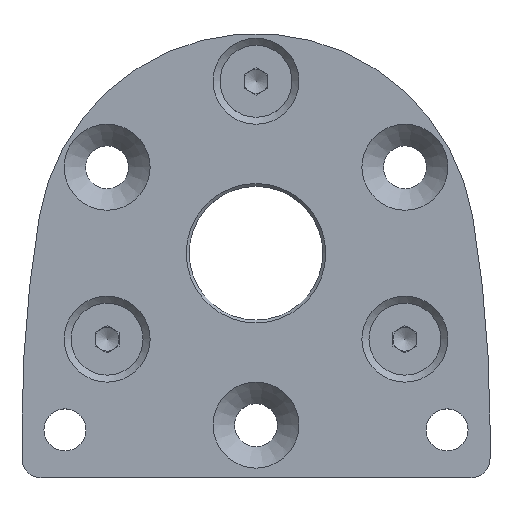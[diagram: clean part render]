
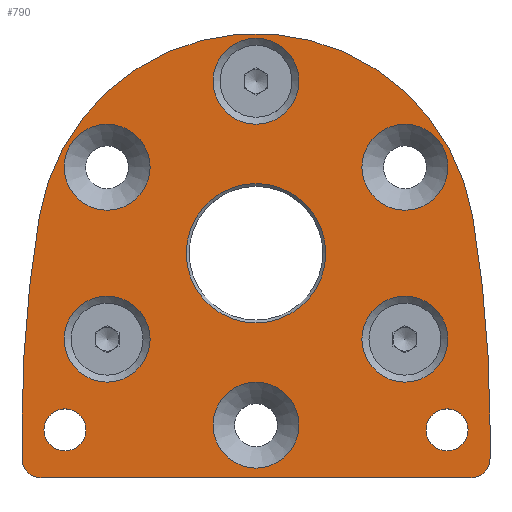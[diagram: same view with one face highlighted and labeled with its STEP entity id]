
A CAD part, top view. The second image highlights one B-rep face of the part: STEP entity #790.
In plain terms, the highlighted planar face has unit normal (0, 0, 1).
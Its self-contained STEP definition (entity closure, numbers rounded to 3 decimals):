
#52=CIRCLE('',#866,2.);
#54=CIRCLE('',#870,2.);
#56=CIRCLE('',#874,131.75);
#58=CIRCLE('',#877,23.);
#60=CIRCLE('',#880,131.75);
#61=CIRCLE('',#882,4.5);
#62=CIRCLE('',#883,4.5);
#63=CIRCLE('',#884,4.5);
#64=CIRCLE('',#885,4.5);
#65=CIRCLE('',#886,4.5);
#66=CIRCLE('',#887,4.5);
#67=CIRCLE('',#888,7.3);
#68=CIRCLE('',#889,2.2);
#69=CIRCLE('',#890,2.2);
#161=ORIENTED_EDGE('',*,*,#339,.F.);
#162=ORIENTED_EDGE('',*,*,#340,.F.);
#163=ORIENTED_EDGE('',*,*,#341,.F.);
#164=ORIENTED_EDGE('',*,*,#342,.F.);
#165=ORIENTED_EDGE('',*,*,#343,.F.);
#166=ORIENTED_EDGE('',*,*,#344,.F.);
#167=ORIENTED_EDGE('',*,*,#345,.T.);
#168=ORIENTED_EDGE('',*,*,#346,.T.);
#169=ORIENTED_EDGE('',*,*,#347,.T.);
#170=ORIENTED_EDGE('',*,*,#317,.T.);
#171=ORIENTED_EDGE('',*,*,#321,.T.);
#172=ORIENTED_EDGE('',*,*,#324,.T.);
#173=ORIENTED_EDGE('',*,*,#327,.T.);
#174=ORIENTED_EDGE('',*,*,#330,.T.);
#175=ORIENTED_EDGE('',*,*,#333,.T.);
#176=ORIENTED_EDGE('',*,*,#336,.T.);
#177=ORIENTED_EDGE('',*,*,#338,.T.);
#317=EDGE_CURVE('',#411,#410,#484,.T.);
#321=EDGE_CURVE('',#410,#413,#52,.T.);
#324=EDGE_CURVE('',#413,#415,#489,.T.);
#327=EDGE_CURVE('',#415,#417,#54,.T.);
#330=EDGE_CURVE('',#417,#419,#493,.T.);
#333=EDGE_CURVE('',#419,#421,#56,.T.);
#336=EDGE_CURVE('',#421,#423,#58,.T.);
#338=EDGE_CURVE('',#423,#411,#60,.T.);
#339=EDGE_CURVE('',#424,#424,#61,.T.);
#340=EDGE_CURVE('',#425,#425,#62,.T.);
#341=EDGE_CURVE('',#426,#426,#63,.T.);
#342=EDGE_CURVE('',#427,#427,#64,.T.);
#343=EDGE_CURVE('',#428,#428,#65,.T.);
#344=EDGE_CURVE('',#429,#429,#66,.T.);
#345=EDGE_CURVE('',#430,#430,#67,.T.);
#346=EDGE_CURVE('',#431,#431,#68,.T.);
#347=EDGE_CURVE('',#432,#432,#69,.T.);
#410=VERTEX_POINT('',#1248);
#411=VERTEX_POINT('',#1250);
#413=VERTEX_POINT('',#1256);
#415=VERTEX_POINT('',#1262);
#417=VERTEX_POINT('',#1268);
#419=VERTEX_POINT('',#1274);
#421=VERTEX_POINT('',#1280);
#423=VERTEX_POINT('',#1286);
#424=VERTEX_POINT('',#1293);
#425=VERTEX_POINT('',#1295);
#426=VERTEX_POINT('',#1297);
#427=VERTEX_POINT('',#1299);
#428=VERTEX_POINT('',#1301);
#429=VERTEX_POINT('',#1303);
#430=VERTEX_POINT('',#1305);
#431=VERTEX_POINT('',#1307);
#432=VERTEX_POINT('',#1309);
#484=LINE('',#1249,#522);
#489=LINE('',#1263,#527);
#493=LINE('',#1275,#531);
#522=VECTOR('',#982,1000.);
#527=VECTOR('',#995,1000.);
#531=VECTOR('',#1007,1000.);
#566=EDGE_LOOP('',(#161));
#567=EDGE_LOOP('',(#162));
#568=EDGE_LOOP('',(#163));
#569=EDGE_LOOP('',(#164));
#570=EDGE_LOOP('',(#165));
#571=EDGE_LOOP('',(#166));
#572=EDGE_LOOP('',(#167));
#573=EDGE_LOOP('',(#168));
#574=EDGE_LOOP('',(#169));
#575=EDGE_LOOP('',(#170,#171,#172,#173,#174,#175,#176,#177));
#668=FACE_BOUND('',#566,.T.);
#669=FACE_BOUND('',#567,.T.);
#670=FACE_BOUND('',#568,.T.);
#671=FACE_BOUND('',#569,.T.);
#672=FACE_BOUND('',#570,.T.);
#673=FACE_BOUND('',#571,.T.);
#674=FACE_BOUND('',#572,.T.);
#675=FACE_BOUND('',#573,.T.);
#676=FACE_BOUND('',#574,.T.);
#677=FACE_BOUND('',#575,.T.);
#766=PLANE('',#881);
#790=ADVANCED_FACE('',(#668,#669,#670,#671,#672,#673,#674,#675,#676,#677),
#766,.T.);
#866=AXIS2_PLACEMENT_3D('',#1257,#989,#990);
#870=AXIS2_PLACEMENT_3D('',#1269,#1001,#1002);
#874=AXIS2_PLACEMENT_3D('',#1281,#1013,#1014);
#877=AXIS2_PLACEMENT_3D('',#1287,#1020,#1021);
#880=AXIS2_PLACEMENT_3D('',#1290,#1026,#1027);
#881=AXIS2_PLACEMENT_3D('',#1291,#1028,#1029);
#882=AXIS2_PLACEMENT_3D('',#1292,#1030,#1031);
#883=AXIS2_PLACEMENT_3D('',#1294,#1032,#1033);
#884=AXIS2_PLACEMENT_3D('',#1296,#1034,#1035);
#885=AXIS2_PLACEMENT_3D('',#1298,#1036,#1037);
#886=AXIS2_PLACEMENT_3D('',#1300,#1038,#1039);
#887=AXIS2_PLACEMENT_3D('',#1302,#1040,#1041);
#888=AXIS2_PLACEMENT_3D('',#1304,#1042,#1043);
#889=AXIS2_PLACEMENT_3D('',#1306,#1044,#1045);
#890=AXIS2_PLACEMENT_3D('',#1308,#1046,#1047);
#982=DIRECTION('',(0.,-1.,0.));
#989=DIRECTION('',(0.,0.,1.));
#990=DIRECTION('',(1.,0.,0.));
#995=DIRECTION('',(1.,0.,0.));
#1001=DIRECTION('',(0.,0.,1.));
#1002=DIRECTION('',(1.,0.,0.));
#1007=DIRECTION('',(0.,1.,0.));
#1013=DIRECTION('',(0.,0.,1.));
#1014=DIRECTION('',(1.,0.,0.));
#1020=DIRECTION('',(0.,0.,1.));
#1021=DIRECTION('',(1.,0.,0.));
#1026=DIRECTION('',(0.,0.,1.));
#1027=DIRECTION('',(1.,0.,0.));
#1028=DIRECTION('',(0.,0.,1.));
#1029=DIRECTION('',(1.,0.,0.));
#1030=DIRECTION('',(0.,0.,1.));
#1031=DIRECTION('',(1.,0.,0.));
#1032=DIRECTION('',(0.,0.,1.));
#1033=DIRECTION('',(1.,0.,0.));
#1034=DIRECTION('',(0.,0.,1.));
#1035=DIRECTION('',(1.,0.,0.));
#1036=DIRECTION('',(0.,0.,1.));
#1037=DIRECTION('',(1.,0.,0.));
#1038=DIRECTION('',(0.,0.,1.));
#1039=DIRECTION('',(1.,0.,0.));
#1040=DIRECTION('',(0.,0.,1.));
#1041=DIRECTION('',(1.,0.,0.));
#1042=DIRECTION('',(0.,0.,-1.));
#1043=DIRECTION('',(0.,1.,0.));
#1044=DIRECTION('',(0.,0.,-1.));
#1045=DIRECTION('',(-1.,0.,0.));
#1046=DIRECTION('',(0.,0.,-1.));
#1047=DIRECTION('',(-1.,0.,0.));
#1248=CARTESIAN_POINT('',(-24.5,-21.5,4.));
#1249=CARTESIAN_POINT('',(-24.5,-18.,4.));
#1250=CARTESIAN_POINT('',(-24.5,-18.,4.));
#1256=CARTESIAN_POINT('',(-22.5,-23.5,4.));
#1257=CARTESIAN_POINT('',(-22.5,-21.5,4.));
#1262=CARTESIAN_POINT('',(22.5,-23.5,4.));
#1263=CARTESIAN_POINT('',(-22.5,-23.5,4.));
#1268=CARTESIAN_POINT('',(24.5,-21.5,4.));
#1269=CARTESIAN_POINT('',(22.5,-21.5,4.));
#1274=CARTESIAN_POINT('',(24.5,-18.,4.));
#1275=CARTESIAN_POINT('',(24.5,-21.5,4.));
#1280=CARTESIAN_POINT('',(22.683,3.807,4.));
#1281=CARTESIAN_POINT('',(-107.25,-18.,4.));
#1286=CARTESIAN_POINT('',(-22.683,3.807,4.));
#1287=CARTESIAN_POINT('',(0.,0.,4.));
#1290=CARTESIAN_POINT('',(107.25,-18.,4.));
#1291=CARTESIAN_POINT('',(-22.5,-21.5,4.));
#1292=CARTESIAN_POINT('',(15.588,9.,4.));
#1293=CARTESIAN_POINT('',(20.088,9.,4.));
#1294=CARTESIAN_POINT('',(15.588,-9.,4.));
#1295=CARTESIAN_POINT('',(20.088,-9.,4.));
#1296=CARTESIAN_POINT('',(-15.588,-9.,4.));
#1297=CARTESIAN_POINT('',(-11.088,-9.,4.));
#1298=CARTESIAN_POINT('',(-15.588,9.,4.));
#1299=CARTESIAN_POINT('',(-11.088,9.,4.));
#1300=CARTESIAN_POINT('',(0.,18.,4.));
#1301=CARTESIAN_POINT('',(4.5,18.,4.));
#1302=CARTESIAN_POINT('',(0.,-18.,4.));
#1303=CARTESIAN_POINT('',(4.5,-18.,4.));
#1304=CARTESIAN_POINT('',(0.,0.,4.));
#1305=CARTESIAN_POINT('',(0.,7.3,4.));
#1306=CARTESIAN_POINT('',(-20.,-18.5,4.));
#1307=CARTESIAN_POINT('',(-22.2,-18.5,4.));
#1308=CARTESIAN_POINT('',(20.,-18.5,4.));
#1309=CARTESIAN_POINT('',(17.8,-18.5,4.));
